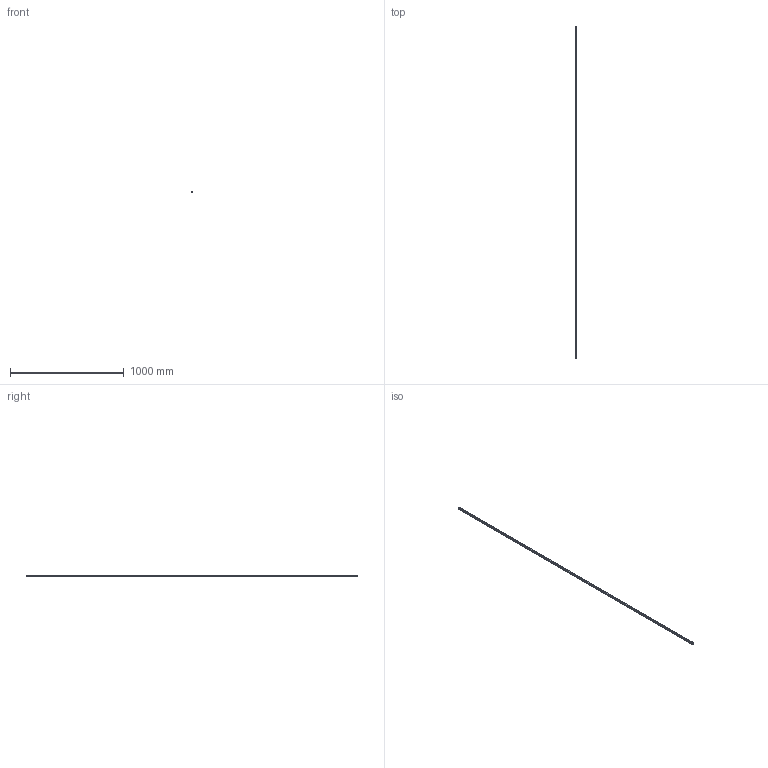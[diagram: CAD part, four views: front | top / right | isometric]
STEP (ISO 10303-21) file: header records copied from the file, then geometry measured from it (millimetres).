
FILE_DESCRIPTION(('STEP AP214'),'1');
FILE_NAME('cctmp_6AF38C15-30D5-4EB3-9869-5B1555C9469C_2020_4_23_10_4_55_485..stp','2020-04-23T08:04:55',('HIWIN GmbH'),('CADClick - www.CADClick.com'),'Spatial InterOp 3D',' ','unknown authorization');
FILE_SCHEMA(('AUTOMOTIVE_DESIGN'));
Length unit declared in the file: millimetre
Products named in the file (1): HGR15R2920H_FILE
Bounding box: 15 x 2920 x 15 mm (x, y, z)
Volume: 536376 mm3; surface area: 194502.9 mm2
Topology: 1 solids, 1 shells, 556 faces, 1209 edges, 806 vertices
Faces by surface type: cylinder 320, plane 236
Entity records: 19945 total; most frequent: DIRECTION 2963, CARTESIAN_POINT 2572, ORIENTED_EDGE 2418, EDGE_CURVE 1209, AXIS2_PLACEMENT_3D 1197, VERTEX_POINT 806, EDGE_LOOP 707, CIRCLE 640
